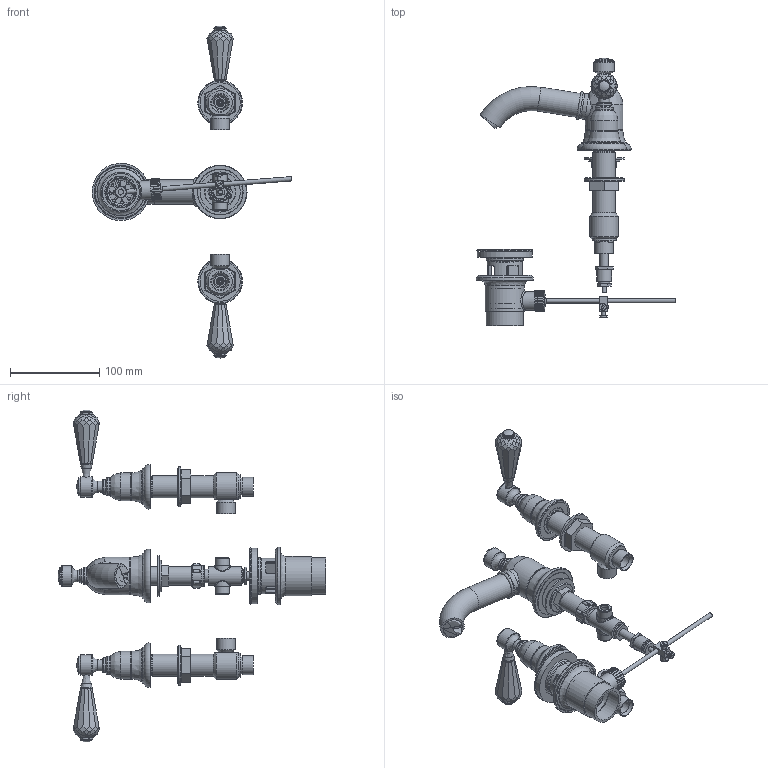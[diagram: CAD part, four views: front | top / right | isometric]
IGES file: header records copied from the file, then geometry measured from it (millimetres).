
Global section: file name: No Iges File Name specified; native system: Autodesk Inventor 2012; preprocessor: AutoDesk Inventor Iges Exporter R2012; author: adaniels; date: 20111118.150147; units: millimetre
Bounding box: 223.77 x 299.9 x 372.12 mm (x, y, z)
Volume: 539271.1 mm3; surface area: 273730.6 mm2
Topology: 86 solids, 86 shells, 2291 faces, 5223 edges, 3244 vertices
Faces by surface type: plane 1366, revolution 411, cylinder 291, torus 84, bspline 69, cone 62, sphere 8
Full cylindrical faces by diameter (mm): 3.14 x2, 4 x5, 4.76 x1, 5 x4, 6 x5, 6.2 x1, 6.229 x2, 6.8 x4, 7.5 x4, 8 x3, 8.8 x2, 9 x1, 9.3 x2, 9.525 x1, 9.7 x6, 9.75 x4, 9.8 x1, 11 x2, 12 x2, 12.5 x1, 12.7 x7, 13 x1, 13.9 x1, 14 x3, 14.287 x2, 14.29 x1, 14.9 x1, 15.5 x1, 15.7 x1, 16 x3
